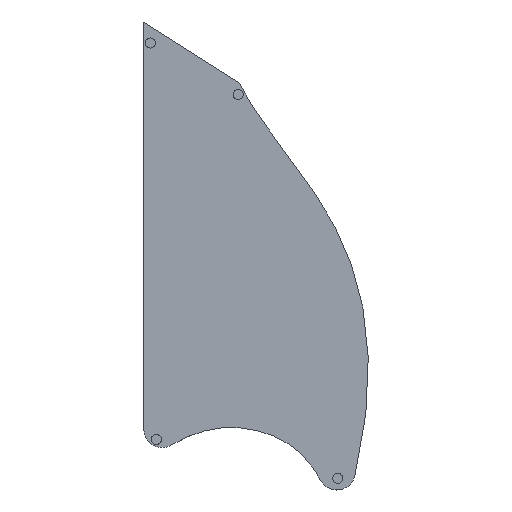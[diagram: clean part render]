
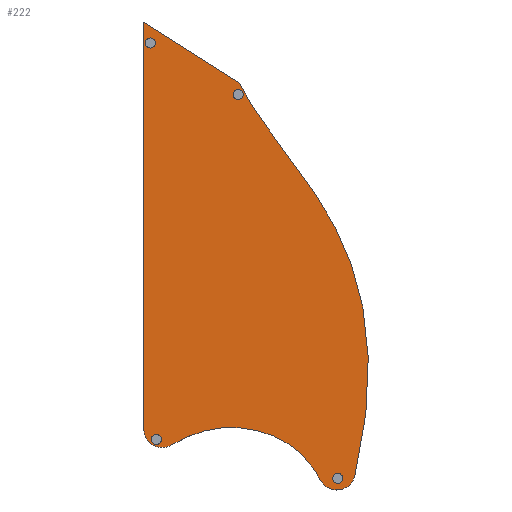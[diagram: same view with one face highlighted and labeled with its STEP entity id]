
A CAD part, top view. The second image highlights one B-rep face of the part: STEP entity #222.
In plain terms, the highlighted planar face has unit normal (0, 0, 1).
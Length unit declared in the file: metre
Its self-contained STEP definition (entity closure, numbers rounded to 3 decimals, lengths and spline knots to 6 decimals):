
#13=B_SPLINE_CURVE_WITH_KNOTS('',3,(#438,#439,#440,#441,#442,#443,#444,
#445,#446,#447,#448,#449,#450,#451,#452,#453,#454,#455,#456,#457,#458,#459,
#460,#461,#462,#463,#464,#465,#466,#467,#468,#469,#470,#471,#472,#473),
 .UNSPECIFIED.,.F.,.F.,(4,1,1,1,1,1,1,1,1,1,1,1,1,1,1,1,1,1,1,1,1,1,1,1,
1,1,1,1,1,1,1,1,1,4),(0.0053,0.012441,0.019581,
0.023152,0.026722,0.030292,0.032077,
0.033862,0.037433,0.041003,0.044573,
0.048144,0.051714,0.053499,0.055284,
0.058854,0.062425,0.065995,0.069565,
0.073135,0.076706,0.078491,0.080276,
0.083846,0.087417,0.090987,0.094557,
0.098127,0.101698,0.103483,0.105268,
0.108838,0.112408,0.119549),.UNSPECIFIED.);
#15=B_SPLINE_CURVE_WITH_KNOTS('',3,(#524,#525,#526,#527,#528,#529,#530,
#531,#532,#533,#534,#535,#536,#537,#538,#539,#540,#541,#542,#543,#544,#545,
#546,#547,#548,#549,#550,#551,#552,#553,#554,#555,#556,#557,#558,#559,#560,
#561),.UNSPECIFIED.,.F.,.F.,(4,1,1,1,1,1,1,1,1,1,1,1,1,1,1,1,1,1,1,1,1,
1,1,1,1,1,1,1,1,1,1,1,1,1,1,4),(0.008234,0.024334,
0.040434,0.056533,0.064583,0.072633,
0.080683,0.088732,0.092757,0.096782,
0.098795,0.100807,0.104832,0.108857,
0.112882,0.120932,0.128981,0.137031,
0.145081,0.153131,0.157156,0.161181,
0.16923,0.17728,0.18533,0.19338,
0.20143,0.217529,0.233629,0.241678,
0.245703,0.249728,0.253753,0.257778,
0.261803,0.265828),.UNSPECIFIED.);
#24=LINE('',#563,#34);
#25=LINE('',#565,#35);
#34=VECTOR('',#321,1.);
#35=VECTOR('',#322,1.);
#74=ORIENTED_EDGE('',*,*,#103,.F.);
#75=ORIENTED_EDGE('',*,*,#102,.F.);
#76=ORIENTED_EDGE('',*,*,#101,.F.);
#77=ORIENTED_EDGE('',*,*,#100,.F.);
#78=ORIENTED_EDGE('',*,*,#117,.T.);
#79=ORIENTED_EDGE('',*,*,#118,.T.);
#80=ORIENTED_EDGE('',*,*,#119,.T.);
#81=ORIENTED_EDGE('',*,*,#106,.T.);
#82=ORIENTED_EDGE('',*,*,#110,.T.);
#83=ORIENTED_EDGE('',*,*,#113,.T.);
#100=EDGE_CURVE('',#126,#126,#146,.F.);
#101=EDGE_CURVE('',#127,#127,#147,.F.);
#102=EDGE_CURVE('',#128,#128,#148,.F.);
#103=EDGE_CURVE('',#129,#129,#149,.F.);
#106=EDGE_CURVE('',#133,#132,#151,.T.);
#110=EDGE_CURVE('',#132,#135,#13,.T.);
#113=EDGE_CURVE('',#135,#137,#153,.T.);
#117=EDGE_CURVE('',#137,#140,#15,.T.);
#118=EDGE_CURVE('',#140,#141,#24,.T.);
#119=EDGE_CURVE('',#141,#133,#25,.T.);
#126=VERTEX_POINT('',#344);
#127=VERTEX_POINT('',#347);
#128=VERTEX_POINT('',#350);
#129=VERTEX_POINT('',#353);
#132=VERTEX_POINT('',#359);
#133=VERTEX_POINT('',#361);
#135=VERTEX_POINT('',#437);
#137=VERTEX_POINT('',#478);
#140=VERTEX_POINT('',#562);
#141=VERTEX_POINT('',#564);
#146=CIRCLE('',#248,0.003);
#147=CIRCLE('',#250,0.003);
#148=CIRCLE('',#252,0.003);
#149=CIRCLE('',#254,0.003);
#151=CIRCLE('',#257,0.011);
#153=CIRCLE('',#260,0.011);
#170=EDGE_LOOP('',(#74));
#171=EDGE_LOOP('',(#75));
#172=EDGE_LOOP('',(#76));
#173=EDGE_LOOP('',(#77));
#174=EDGE_LOOP('',(#78,#79,#80,#81,#82,#83));
#194=FACE_BOUND('',#170,.T.);
#195=FACE_BOUND('',#171,.T.);
#196=FACE_BOUND('',#172,.T.);
#197=FACE_BOUND('',#173,.T.);
#198=FACE_BOUND('',#174,.T.);
#207=PLANE('',#262);
#222=ADVANCED_FACE('',(#194,#195,#196,#197,#198),#207,.F.);
#248=AXIS2_PLACEMENT_3D('',#343,#285,#286);
#250=AXIS2_PLACEMENT_3D('',#346,#289,#290);
#252=AXIS2_PLACEMENT_3D('',#349,#293,#294);
#254=AXIS2_PLACEMENT_3D('',#352,#297,#298);
#257=AXIS2_PLACEMENT_3D('',#360,#304,#305);
#260=AXIS2_PLACEMENT_3D('',#479,#313,#314);
#262=AXIS2_PLACEMENT_3D('',#523,#319,#320);
#285=DIRECTION('',(0.,0.,-1.));
#286=DIRECTION('',(-1.,0.,0.));
#289=DIRECTION('',(0.,0.,-1.));
#290=DIRECTION('',(-1.,0.,0.));
#293=DIRECTION('',(0.,0.,-1.));
#294=DIRECTION('',(-1.,0.,0.));
#297=DIRECTION('',(0.,0.,-1.));
#298=DIRECTION('',(-1.,0.,0.));
#304=DIRECTION('',(0.,0.,1.));
#305=DIRECTION('',(-1.,0.,0.));
#313=DIRECTION('',(0.,0.,1.));
#314=DIRECTION('',(-1.,0.,0.));
#319=DIRECTION('',(0.,0.,-1.));
#320=DIRECTION('',(1.,0.,0.));
#321=DIRECTION('',(-0.844,0.537,0.));
#322=DIRECTION('',(0.,-1.,0.));
#343=CARTESIAN_POINT('',(-0.0491,0.087166,-0.05));
#344=CARTESIAN_POINT('',(-0.0521,0.087166,-0.05));
#346=CARTESIAN_POINT('',(0.003146,0.056482,-0.05));
#347=CARTESIAN_POINT('',(0.000146,0.056482,-0.05));
#349=CARTESIAN_POINT('',(0.062319,-0.171627,-0.05));
#350=CARTESIAN_POINT('',(0.059319,-0.171627,-0.05));
#352=CARTESIAN_POINT('',(-0.045511,-0.148476,-0.05));
#353=CARTESIAN_POINT('',(-0.048511,-0.148476,-0.05));
#359=CARTESIAN_POINT('',(-0.036382,-0.151762,-0.05));
#360=CARTESIAN_POINT('',(-0.042,-0.142305,-0.05));
#361=CARTESIAN_POINT('',(-0.053,-0.142305,-0.05));
#437=CARTESIAN_POINT('',(0.052104,-0.172777,-0.05));
#438=CARTESIAN_POINT('',(-0.036382,-0.151762,-0.05));
#439=CARTESIAN_POINT('',(-0.034482,-0.150634,-0.05));
#440=CARTESIAN_POINT('',(-0.030641,-0.148532,-0.05));
#441=CARTESIAN_POINT('',(-0.025725,-0.146328,-0.05));
#442=CARTESIAN_POINT('',(-0.021709,-0.144839,-0.05));
#443=CARTESIAN_POINT('',(-0.018651,-0.143866,-0.05));
#444=CARTESIAN_POINT('',(-0.016059,-0.143179,-0.05));
#445=CARTESIAN_POINT('',(-0.013959,-0.142708,-0.05));
#446=CARTESIAN_POINT('',(-0.011863,-0.142294,-0.05));
#447=CARTESIAN_POINT('',(-0.00924,-0.141882,-0.05));
#448=CARTESIAN_POINT('',(-0.006087,-0.141553,-0.05));
#449=CARTESIAN_POINT('',(-0.002923,-0.141389,-0.05));
#450=CARTESIAN_POINT('',(0.000256,-0.141388,-0.05));
#451=CARTESIAN_POINT('',(0.002921,-0.141523,-0.05));
#452=CARTESIAN_POINT('',(0.005065,-0.141711,-0.05));
#453=CARTESIAN_POINT('',(0.007219,-0.141952,-0.05));
#454=CARTESIAN_POINT('',(0.009903,-0.14235,-0.05));
#455=CARTESIAN_POINT('',(0.013082,-0.142969,-0.05));
#456=CARTESIAN_POINT('',(0.016194,-0.143728,-0.05));
#457=CARTESIAN_POINT('',(0.019246,-0.144634,-0.05));
#458=CARTESIAN_POINT('',(0.022236,-0.145693,-0.05));
#459=CARTESIAN_POINT('',(0.024675,-0.146709,-0.05));
#460=CARTESIAN_POINT('',(0.026597,-0.147606,-0.05));
#461=CARTESIAN_POINT('',(0.028494,-0.148558,-0.05));
#462=CARTESIAN_POINT('',(0.030784,-0.149835,-0.05));
#463=CARTESIAN_POINT('',(0.03342,-0.151511,-0.05));
#464=CARTESIAN_POINT('',(0.035944,-0.15333,-0.05));
#465=CARTESIAN_POINT('',(0.038361,-0.155294,-0.05));
#466=CARTESIAN_POINT('',(0.040674,-0.157406,-0.05));
#467=CARTESIAN_POINT('',(0.042516,-0.15929,-0.05));
#468=CARTESIAN_POINT('',(0.043941,-0.160877,-0.05));
#469=CARTESIAN_POINT('',(0.045321,-0.1625,-0.05));
#470=CARTESIAN_POINT('',(0.046961,-0.164596,-0.05));
#471=CARTESIAN_POINT('',(0.049415,-0.16809,-0.05));
#472=CARTESIAN_POINT('',(0.051073,-0.170863,-0.05));
#473=CARTESIAN_POINT('',(0.052104,-0.172777,-0.05));
#478=CARTESIAN_POINT('',(0.072487,-0.170118,-0.05));
#479=CARTESIAN_POINT('',(0.061788,-0.167561,-0.05));
#523=CARTESIAN_POINT('',(-0.114598,0.010917,-0.05));
#524=CARTESIAN_POINT('',(0.072487,-0.170118,-0.05));
#525=CARTESIAN_POINT('',(0.073779,-0.164715,-0.05));
#526=CARTESIAN_POINT('',(0.0761,-0.15387,-0.05));
#527=CARTESIAN_POINT('',(0.0787,-0.137474,-0.05));
#528=CARTESIAN_POINT('',(0.080036,-0.123689,-0.05));
#529=CARTESIAN_POINT('',(0.080536,-0.112581,-0.05));
#530=CARTESIAN_POINT('',(0.080605,-0.104207,-0.05));
#531=CARTESIAN_POINT('',(0.080348,-0.095789,-0.05));
#532=CARTESIAN_POINT('',(0.079841,-0.088735,-0.05));
#533=CARTESIAN_POINT('',(0.079246,-0.083069,-0.05));
#534=CARTESIAN_POINT('',(0.078793,-0.079517,-0.05));
#535=CARTESIAN_POINT('',(0.07838,-0.076671,-0.05));
#536=CARTESIAN_POINT('',(0.077935,-0.073837,-0.05));
#537=CARTESIAN_POINT('',(0.077317,-0.070312,-0.05));
#538=CARTESIAN_POINT('',(0.076479,-0.066113,-0.05));
#539=CARTESIAN_POINT('',(0.075229,-0.060553,-0.05));
#540=CARTESIAN_POINT('',(0.073419,-0.05368,-0.05));
#541=CARTESIAN_POINT('',(0.070846,-0.045561,-0.05));
#542=CARTESIAN_POINT('',(0.06787,-0.037576,-0.05));
#543=CARTESIAN_POINT('',(0.064488,-0.029727,-0.05));
#544=CARTESIAN_POINT('',(0.061333,-0.023305,-0.05));
#545=CARTESIAN_POINT('',(0.058605,-0.018238,-0.05));
#546=CARTESIAN_POINT('',(0.055764,-0.013246,-0.05));
#547=CARTESIAN_POINT('',(0.052052,-0.007178,-0.05));
#548=CARTESIAN_POINT('',(0.047396,-0.000112,-0.05));
#549=CARTESIAN_POINT('',(0.042595,0.00678,-0.05));
#550=CARTESIAN_POINT('',(0.037698,0.013538,-0.05));
#551=CARTESIAN_POINT('',(0.031107,0.022413,-0.05));
#552=CARTESIAN_POINT('',(0.022879,0.033339,-0.05));
#553=CARTESIAN_POINT('',(0.015046,0.044244,-0.05));
#554=CARTESIAN_POINT('',(0.010049,0.05197,-0.05));
#555=CARTESIAN_POINT('',(0.007386,0.056429,-0.05));
#556=CARTESIAN_POINT('',(0.0055,0.059801,-0.05));
#557=CARTESIAN_POINT('',(0.003742,0.063202,-0.05));
#558=CARTESIAN_POINT('',(0.002127,0.066648,-0.05));
#559=CARTESIAN_POINT('',(0.000697,0.070098,-0.05));
#560=CARTESIAN_POINT('',(-0.000122,0.072399,-0.05));
#561=CARTESIAN_POINT('',(-0.000495,0.073551,-0.05));
#562=CARTESIAN_POINT('',(0.003534,0.063682,-0.05));
#563=CARTESIAN_POINT('',(-0.056667,0.10198,-0.05));
#564=CARTESIAN_POINT('',(-0.053,0.099648,-0.05));
#565=CARTESIAN_POINT('',(-0.053,-0.023874,-0.05));
